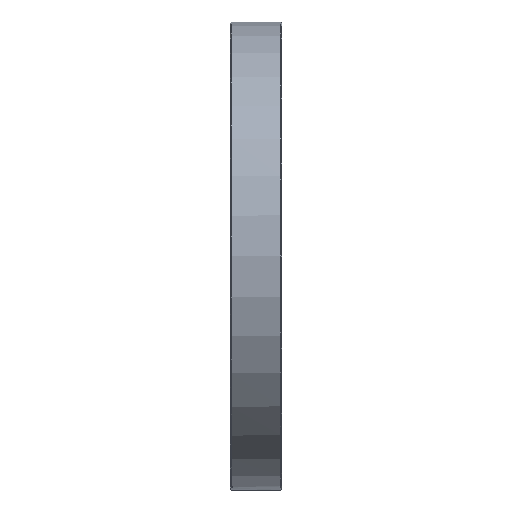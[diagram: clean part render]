
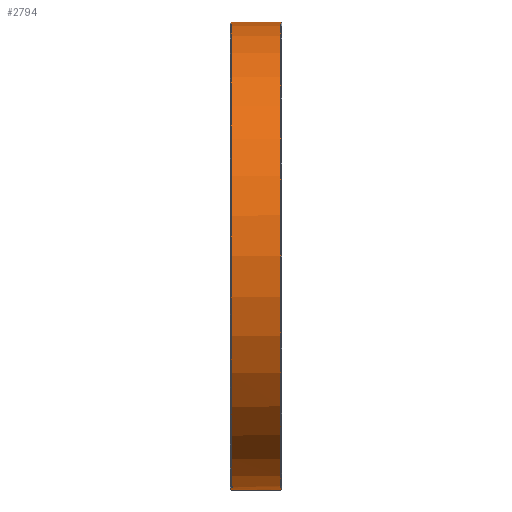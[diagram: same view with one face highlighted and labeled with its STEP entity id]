
A CAD part, left-side view. The second image highlights one B-rep face of the part: STEP entity #2794.
In plain terms, the highlighted cylindrical face has radius 101.2 mm (diameter 202.4 mm), a partial arc.
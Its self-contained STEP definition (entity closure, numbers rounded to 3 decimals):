
#77 = DIRECTION ( 'NONE',  ( 0., 0., -1. ) ) ;
#187 = CIRCLE ( 'NONE', #2341, 101.2 ) ;
#224 = EDGE_CURVE ( 'NONE', #2695, #1020, #1190, .T. ) ;
#227 = VERTEX_POINT ( 'NONE', #670 ) ;
#362 = VECTOR ( 'NONE', #535, 1000. ) ;
#367 = ORIENTED_EDGE ( 'NONE', *, *, #1926, .F. ) ;
#403 = DIRECTION ( 'NONE',  ( 0., 0., -1. ) ) ;
#413 = VERTEX_POINT ( 'NONE', #1955 ) ;
#438 = CIRCLE ( 'NONE', #1125, 101.2 ) ;
#517 = DIRECTION ( 'NONE',  ( 0., 1., 0. ) ) ;
#535 = DIRECTION ( 'NONE',  ( 0., -1., 0. ) ) ;
#594 = DIRECTION ( 'NONE',  ( 0., -1., 0. ) ) ;
#670 = CARTESIAN_POINT ( 'NONE',  ( -17.311, 21.9, -99.708 ) ) ;
#678 = DIRECTION ( 'NONE',  ( 0., -1., 0. ) ) ;
#766 = CARTESIAN_POINT ( 'NONE',  ( -14.348, -15.022, -100.178 ) ) ;
#771 = EDGE_CURVE ( 'NONE', #413, #2507, #187, .T. ) ;
#804 = LINE ( 'NONE', #2344, #2642 ) ;
#897 = EDGE_CURVE ( 'NONE', #1020, #1982, #1670, .T. ) ;
#1020 = VERTEX_POINT ( 'NONE', #1895 ) ;
#1030 = CARTESIAN_POINT ( 'NONE',  ( 0., 21.9, 0. ) ) ;
#1061 = DIRECTION ( 'NONE',  ( 0., 0., 1. ) ) ;
#1063 = CARTESIAN_POINT ( 'NONE',  ( -14.348, 21.1, -100.178 ) ) ;
#1104 = CARTESIAN_POINT ( 'NONE',  ( -14.348, 21.9, -100.178 ) ) ;
#1125 = AXIS2_PLACEMENT_3D ( 'NONE', #2284, #1236, #1061 ) ;
#1184 = DIRECTION ( 'NONE',  ( 0., 0., -1. ) ) ;
#1190 = CIRCLE ( 'NONE', #2012, 101.2 ) ;
#1236 = DIRECTION ( 'NONE',  ( 0., 1., 0. ) ) ;
#1242 = ORIENTED_EDGE ( 'NONE', *, *, #771, .T. ) ;
#1255 = CARTESIAN_POINT ( 'NONE',  ( -17.311, -15.022, -99.708 ) ) ;
#1342 = LINE ( 'NONE', #766, #1455 ) ;
#1363 = EDGE_CURVE ( 'NONE', #1982, #2922, #438, .T. ) ;
#1364 = FACE_OUTER_BOUND ( 'NONE', #2852, .T. ) ;
#1377 = EDGE_CURVE ( 'NONE', #2507, #2695, #1342, .T. ) ;
#1444 = ORIENTED_EDGE ( 'NONE', *, *, #897, .T. ) ;
#1455 = VECTOR ( 'NONE', #517, 1000. ) ;
#1601 = CARTESIAN_POINT ( 'NONE',  ( 0., 21.9, 0. ) ) ;
#1612 = LINE ( 'NONE', #1255, #3034 ) ;
#1670 = LINE ( 'NONE', #2269, #362 ) ;
#1758 = DIRECTION ( 'NONE',  ( 0., -1., 0. ) ) ;
#1774 = EDGE_CURVE ( 'NONE', #227, #413, #1612, .T. ) ;
#1850 = AXIS2_PLACEMENT_3D ( 'NONE', #1030, #2709, #77 ) ;
#1867 = DIRECTION ( 'NONE',  ( 0., -1., 0. ) ) ;
#1880 = CARTESIAN_POINT ( 'NONE',  ( 0., 0.4, -101.2 ) ) ;
#1895 = CARTESIAN_POINT ( 'NONE',  ( 0., 21.9, -101.2 ) ) ;
#1903 = ORIENTED_EDGE ( 'NONE', *, *, #2475, .T. ) ;
#1923 = AXIS2_PLACEMENT_3D ( 'NONE', #2279, #1758, #403 ) ;
#1926 = EDGE_CURVE ( 'NONE', #2625, #2922, #804, .T. ) ;
#1955 = CARTESIAN_POINT ( 'NONE',  ( -17.311, 21.1, -99.708 ) ) ;
#1982 = VERTEX_POINT ( 'NONE', #1880 ) ;
#2012 = AXIS2_PLACEMENT_3D ( 'NONE', #1601, #678, #2079 ) ;
#2044 = CIRCLE ( 'NONE', #1850, 101.2 ) ;
#2079 = DIRECTION ( 'NONE',  ( 0., 0., -1. ) ) ;
#2117 = DIRECTION ( 'NONE',  ( 0., -1., 0. ) ) ;
#2139 = CYLINDRICAL_SURFACE ( 'NONE', #1923, 101.2 ) ;
#2258 = ORIENTED_EDGE ( 'NONE', *, *, #224, .T. ) ;
#2269 = CARTESIAN_POINT ( 'NONE',  ( 0., -15.022, -101.2 ) ) ;
#2279 = CARTESIAN_POINT ( 'NONE',  ( 0., -15.022, 0. ) ) ;
#2284 = CARTESIAN_POINT ( 'NONE',  ( 0., 0.4, 0. ) ) ;
#2341 = AXIS2_PLACEMENT_3D ( 'NONE', #2894, #2117, #1184 ) ;
#2344 = CARTESIAN_POINT ( 'NONE',  ( 0., -15.022, 101.2 ) ) ;
#2475 = EDGE_CURVE ( 'NONE', #2625, #227, #2044, .T. ) ;
#2490 = CARTESIAN_POINT ( 'NONE',  ( 0., 0.4, 101.2 ) ) ;
#2507 = VERTEX_POINT ( 'NONE', #1063 ) ;
#2527 = ORIENTED_EDGE ( 'NONE', *, *, #1377, .T. ) ;
#2560 = CARTESIAN_POINT ( 'NONE',  ( 0., 21.9, 101.2 ) ) ;
#2625 = VERTEX_POINT ( 'NONE', #2560 ) ;
#2642 = VECTOR ( 'NONE', #1867, 1000. ) ;
#2695 = VERTEX_POINT ( 'NONE', #1104 ) ;
#2709 = DIRECTION ( 'NONE',  ( 0., -1., 0. ) ) ;
#2794 = ADVANCED_FACE ( 'NONE', ( #1364 ), #2139, .T. ) ;
#2845 = ORIENTED_EDGE ( 'NONE', *, *, #1363, .T. ) ;
#2852 = EDGE_LOOP ( 'NONE', ( #367, #1903, #3012, #1242, #2527, #2258, #1444, #2845 ) ) ;
#2894 = CARTESIAN_POINT ( 'NONE',  ( 0., 21.1, 0. ) ) ;
#2922 = VERTEX_POINT ( 'NONE', #2490 ) ;
#3012 = ORIENTED_EDGE ( 'NONE', *, *, #1774, .T. ) ;
#3034 = VECTOR ( 'NONE', #594, 1000. ) ;
